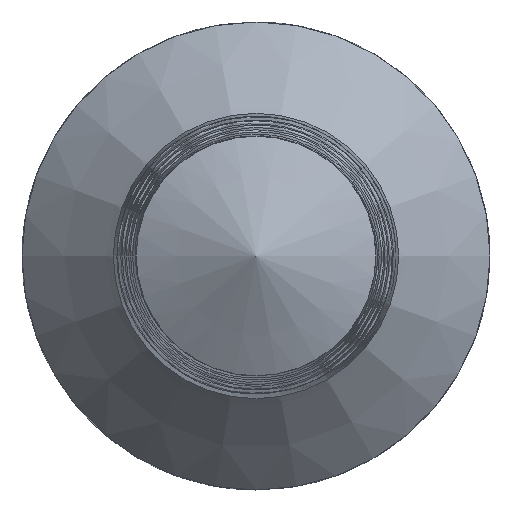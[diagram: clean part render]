
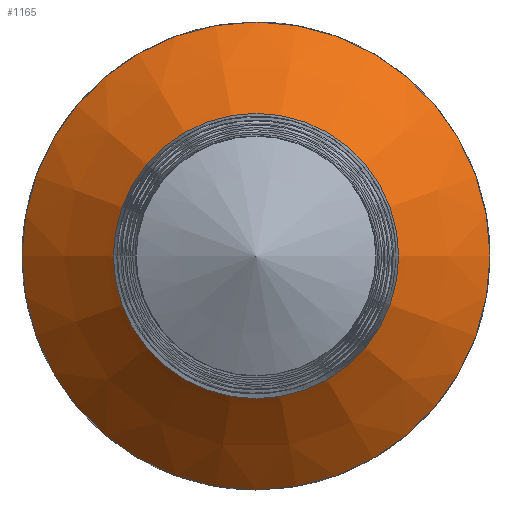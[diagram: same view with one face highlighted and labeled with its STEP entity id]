
A CAD part, front view. The second image highlights one B-rep face of the part: STEP entity #1165.
In plain terms, the highlighted conical face has half-angle 45 degrees and reference radius 3 mm.
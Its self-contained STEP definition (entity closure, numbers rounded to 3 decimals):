
#57=CONICAL_SURFACE('',#1265,3.,0.785);
#74=CIRCLE('',#1263,4.1);
#75=CIRCLE('',#1264,4.1);
#76=CIRCLE('',#1266,1.9);
#77=CIRCLE('',#1267,1.9);
#149=FACE_OUTER_BOUND('',#215,.T.);
#215=EDGE_LOOP('',(#1022,#1023,#1024,#1025,#1026,#1027));
#353=LINE('',#6895,#430);
#430=VECTOR('',#1517,3.);
#533=VERTEX_POINT('',#6885);
#534=VERTEX_POINT('',#6886);
#535=VERTEX_POINT('',#6891);
#536=VERTEX_POINT('',#6892);
#699=EDGE_CURVE('',#533,#534,#74,.T.);
#700=EDGE_CURVE('',#534,#533,#75,.T.);
#702=EDGE_CURVE('',#535,#536,#76,.T.);
#703=EDGE_CURVE('',#536,#535,#77,.T.);
#704=EDGE_CURVE('',#536,#534,#353,.T.);
#1022=ORIENTED_EDGE('',*,*,#702,.F.);
#1023=ORIENTED_EDGE('',*,*,#703,.F.);
#1024=ORIENTED_EDGE('',*,*,#704,.T.);
#1025=ORIENTED_EDGE('',*,*,#700,.T.);
#1026=ORIENTED_EDGE('',*,*,#699,.T.);
#1027=ORIENTED_EDGE('',*,*,#704,.F.);
#1165=ADVANCED_FACE('',(#149),#57,.T.);
#1263=AXIS2_PLACEMENT_3D('',#6887,#1506,#1507);
#1264=AXIS2_PLACEMENT_3D('',#6888,#1508,#1509);
#1265=AXIS2_PLACEMENT_3D('',#6890,#1511,#1512);
#1266=AXIS2_PLACEMENT_3D('',#6893,#1513,#1514);
#1267=AXIS2_PLACEMENT_3D('',#6894,#1515,#1516);
#1506=DIRECTION('center_axis',(0.,-1.,0.));
#1507=DIRECTION('ref_axis',(1.,0.,0.));
#1508=DIRECTION('center_axis',(0.,-1.,0.));
#1509=DIRECTION('ref_axis',(1.,0.,0.));
#1511=DIRECTION('center_axis',(0.,1.,0.));
#1512=DIRECTION('ref_axis',(1.,0.,0.));
#1513=DIRECTION('center_axis',(0.,-1.,0.));
#1514=DIRECTION('ref_axis',(1.,0.,0.));
#1515=DIRECTION('center_axis',(0.,-1.,0.));
#1516=DIRECTION('ref_axis',(1.,0.,0.));
#1517=DIRECTION('',(-0.707,0.707,0.));
#6885=CARTESIAN_POINT('',(4.1,25.7,0.));
#6886=CARTESIAN_POINT('',(-4.1,25.7,0.));
#6887=CARTESIAN_POINT('Origin',(0.,25.7,0.));
#6888=CARTESIAN_POINT('Origin',(0.,25.7,0.));
#6890=CARTESIAN_POINT('Origin',(0.,24.6,0.));
#6891=CARTESIAN_POINT('',(1.9,23.5,0.));
#6892=CARTESIAN_POINT('',(-1.9,23.5,0.));
#6893=CARTESIAN_POINT('Origin',(0.,23.5,0.));
#6894=CARTESIAN_POINT('Origin',(0.,23.5,0.));
#6895=CARTESIAN_POINT('',(-3.,24.6,0.));
